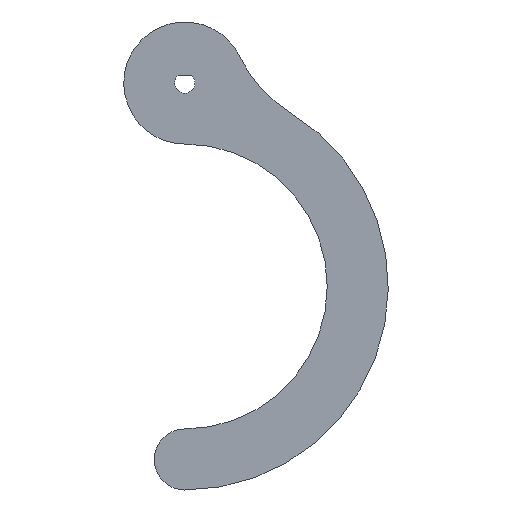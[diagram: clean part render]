
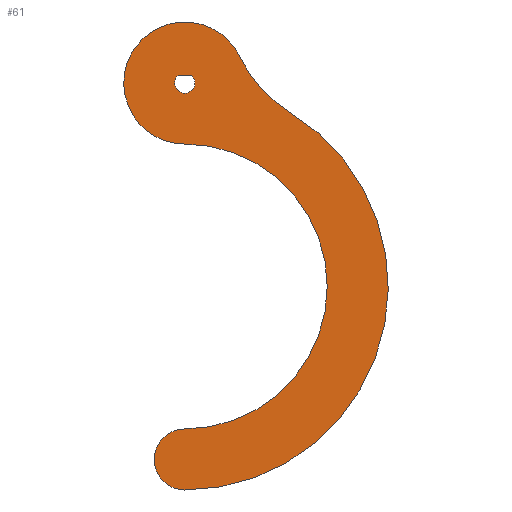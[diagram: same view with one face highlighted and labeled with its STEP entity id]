
A CAD part, left-side view. The second image highlights one B-rep face of the part: STEP entity #61.
In plain terms, the highlighted planar face has unit normal (-1, 0, 0).
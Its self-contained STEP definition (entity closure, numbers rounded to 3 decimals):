
#61=ADVANCED_FACE('',(#90,#91),#65,.F.);
#65=PLANE('',#239);
#66=LINE('',#304,#75);
#75=VECTOR('',#247,1.);
#90=FACE_BOUND('',#105,.T.);
#91=FACE_BOUND('',#106,.T.);
#105=EDGE_LOOP('',(#146,#147,#148,#149,#150));
#106=EDGE_LOOP('',(#151,#152));
#146=ORIENTED_EDGE('',*,*,#176,.F.);
#147=ORIENTED_EDGE('',*,*,#190,.F.);
#148=ORIENTED_EDGE('',*,*,#187,.F.);
#149=ORIENTED_EDGE('',*,*,#184,.F.);
#150=ORIENTED_EDGE('',*,*,#180,.F.);
#151=ORIENTED_EDGE('',*,*,#172,.T.);
#152=ORIENTED_EDGE('',*,*,#192,.T.);
#156=VERTEX_POINT('',#305);
#157=VERTEX_POINT('',#306);
#160=VERTEX_POINT('',#314);
#161=VERTEX_POINT('',#315);
#164=VERTEX_POINT('',#323);
#167=VERTEX_POINT('',#388);
#169=VERTEX_POINT('',#394);
#172=EDGE_CURVE('',#156,#157,#66,.T.);
#176=EDGE_CURVE('',#160,#161,#195,.T.);
#180=EDGE_CURVE('',#161,#164,#197,.T.);
#184=EDGE_CURVE('',#164,#167,#199,.T.);
#187=EDGE_CURVE('',#167,#169,#201,.T.);
#190=EDGE_CURVE('',#169,#160,#203,.T.);
#192=EDGE_CURVE('',#157,#156,#205,.T.);
#195=CIRCLE('',#220,6.);
#197=CIRCLE('',#223,28.);
#199=CIRCLE('',#226,12.);
#201=CIRCLE('',#229,26.353);
#203=CIRCLE('',#232,40.);
#205=CIRCLE('',#235,2.);
#220=AXIS2_PLACEMENT_3D('',#313,#253,#254);
#223=AXIS2_PLACEMENT_3D('',#322,#261,#262);
#226=AXIS2_PLACEMENT_3D('',#387,#268,#269);
#229=AXIS2_PLACEMENT_3D('',#393,#275,#276);
#232=AXIS2_PLACEMENT_3D('',#399,#282,#283);
#235=AXIS2_PLACEMENT_3D('',#402,#288,#289);
#239=AXIS2_PLACEMENT_3D('',#406,#296,#297);
#247=DIRECTION('',(0.,-1.,0.));
#253=DIRECTION('',(1.,0.,0.));
#254=DIRECTION('',(0.,1.,0.));
#261=DIRECTION('',(-1.,0.,0.));
#262=DIRECTION('',(0.,1.,0.));
#268=DIRECTION('',(1.,0.,0.));
#269=DIRECTION('',(0.,1.,0.));
#275=DIRECTION('',(-1.,0.,0.));
#276=DIRECTION('',(0.,1.,0.));
#282=DIRECTION('',(1.,0.,0.));
#283=DIRECTION('',(0.,1.,0.));
#288=DIRECTION('',(1.,0.,0.));
#289=DIRECTION('',(0.,1.,0.));
#296=DIRECTION('',(1.,0.,0.));
#297=DIRECTION('',(0.,0.,-1.));
#304=CARTESIAN_POINT('',(0.,1.323,1.5));
#305=CARTESIAN_POINT('',(0.,1.323,1.5));
#306=CARTESIAN_POINT('',(0.,-1.323,1.5));
#313=CARTESIAN_POINT('',(0.,0.,-74.));
#314=CARTESIAN_POINT('',(0.,0.,-80.));
#315=CARTESIAN_POINT('',(0.,0.,-68.));
#322=CARTESIAN_POINT('',(0.,0.,-40.));
#323=CARTESIAN_POINT('',(0.,0.,-12.));
#387=CARTESIAN_POINT('',(0.,0.,0.));
#388=CARTESIAN_POINT('',(0.,-10.811,5.209));
#393=CARTESIAN_POINT('',(0.,-34.551,16.647));
#394=CARTESIAN_POINT('',(0.,-20.829,-5.851));
#399=CARTESIAN_POINT('',(0.,0.,-40.));
#402=CARTESIAN_POINT('',(0.,0.,0.));
#406=CARTESIAN_POINT('',(0.,0.,-74.));
